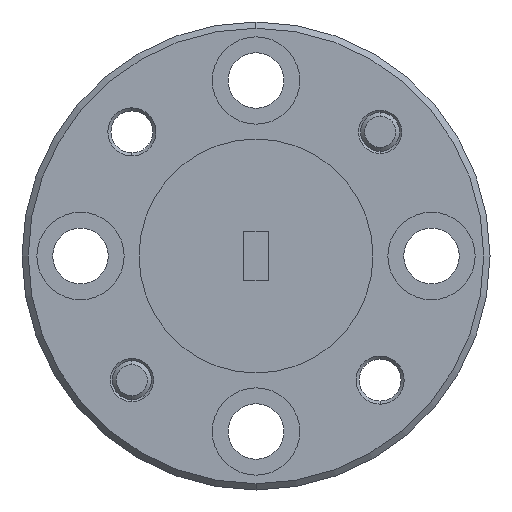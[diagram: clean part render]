
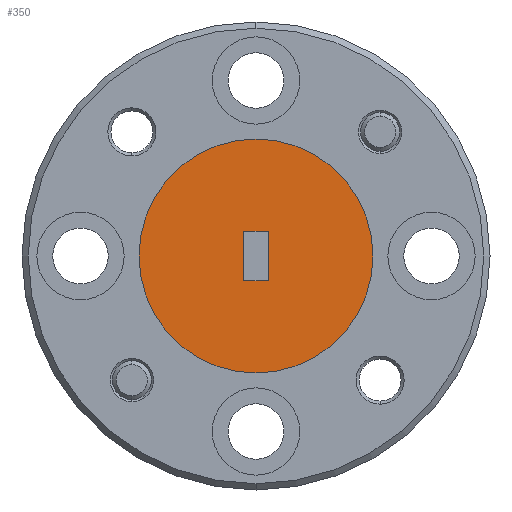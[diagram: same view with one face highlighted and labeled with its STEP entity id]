
A CAD part, left-side view. The second image highlights one B-rep face of the part: STEP entity #350.
In plain terms, the highlighted planar face has unit normal (-1, 0, 0).
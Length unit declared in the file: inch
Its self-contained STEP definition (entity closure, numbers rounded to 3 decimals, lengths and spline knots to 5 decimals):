
#28 = CARTESIAN_POINT ( 'NONE',  ( -1.5, 0., 0.1875 ) ) ;
#46 = EDGE_CURVE ( 'NONE', #141, #743, #399, .T. ) ;
#115 = EDGE_CURVE ( 'NONE', #1182, #1476, #187, .T. ) ;
#118 = DIRECTION ( 'NONE',  ( 0., 0., -1. ) ) ;
#124 = ORIENTED_EDGE ( 'NONE', *, *, #46, .F. ) ;
#141 = VERTEX_POINT ( 'NONE', #1258 ) ;
#146 = AXIS2_PLACEMENT_3D ( 'NONE', #1287, #782, #1089 ) ;
#187 = CIRCLE ( 'NONE', #146, 0.1875 ) ;
#225 = ORIENTED_EDGE ( 'NONE', *, *, #603, .F. ) ;
#256 = PLANE ( 'NONE',  #1499 ) ;
#334 = DIRECTION ( 'NONE',  ( 0., 0., -1. ) ) ;
#350 = ADVANCED_FACE ( 'NONE', ( #1491, #1618 ), #256, .T. ) ;
#352 = EDGE_CURVE ( 'NONE', #743, #597, #2042, .T. ) ;
#399 = LINE ( 'NONE', #916, #815 ) ;
#521 = AXIS2_PLACEMENT_3D ( 'NONE', #1794, #1307, #334 ) ;
#585 = DIRECTION ( 'NONE',  ( 0., -1., 0. ) ) ;
#597 = VERTEX_POINT ( 'NONE', #1390 ) ;
#603 = EDGE_CURVE ( 'NONE', #1654, #141, #1912, .T. ) ;
#604 = DIRECTION ( 'NONE',  ( 0., 0., 1. ) ) ;
#716 = CARTESIAN_POINT ( 'NONE',  ( -1.5, -0.02, 0.04 ) ) ;
#733 = CARTESIAN_POINT ( 'NONE',  ( -1.5, -0.02, 0.04 ) ) ;
#737 = CARTESIAN_POINT ( 'NONE',  ( -1.5, 0.1875, 0. ) ) ;
#743 = VERTEX_POINT ( 'NONE', #935 ) ;
#768 = ORIENTED_EDGE ( 'NONE', *, *, #115, .F. ) ;
#782 = DIRECTION ( 'NONE',  ( 1., 0., 0. ) ) ;
#815 = VECTOR ( 'NONE', #118, 39.37008 ) ;
#916 = CARTESIAN_POINT ( 'NONE',  ( -1.5, 0.02, 0.04 ) ) ;
#935 = CARTESIAN_POINT ( 'NONE',  ( -1.5, 0.02, -0.04 ) ) ;
#1089 = DIRECTION ( 'NONE',  ( 0., 0., -1. ) ) ;
#1156 = CIRCLE ( 'NONE', #521, 0.1875 ) ;
#1182 = VERTEX_POINT ( 'NONE', #28 ) ;
#1184 = ORIENTED_EDGE ( 'NONE', *, *, #352, .F. ) ;
#1208 = ORIENTED_EDGE ( 'NONE', *, *, #1239, .F. ) ;
#1239 = EDGE_CURVE ( 'NONE', #597, #1654, #1815, .T. ) ;
#1255 = DIRECTION ( 'NONE',  ( -1., 0., 0. ) ) ;
#1258 = CARTESIAN_POINT ( 'NONE',  ( -1.5, 0.02, 0.04 ) ) ;
#1287 = CARTESIAN_POINT ( 'NONE',  ( -1.5, 0., 0. ) ) ;
#1307 = DIRECTION ( 'NONE',  ( 1., 0., 0. ) ) ;
#1338 = VECTOR ( 'NONE', #1541, 39.37008 ) ;
#1376 = DIRECTION ( 'NONE',  ( 0., 1., 0. ) ) ;
#1381 = VECTOR ( 'NONE', #585, 39.37008 ) ;
#1390 = CARTESIAN_POINT ( 'NONE',  ( -1.5, -0.02, -0.04 ) ) ;
#1417 = CARTESIAN_POINT ( 'NONE',  ( -1.5, -0.02, -0.04 ) ) ;
#1476 = VERTEX_POINT ( 'NONE', #2088 ) ;
#1491 = FACE_BOUND ( 'NONE', #1790, .T. ) ;
#1499 = AXIS2_PLACEMENT_3D ( 'NONE', #737, #1255, #604 ) ;
#1522 = EDGE_CURVE ( 'NONE', #1476, #1182, #1156, .T. ) ;
#1541 = DIRECTION ( 'NONE',  ( 0., 0., 1. ) ) ;
#1618 = FACE_OUTER_BOUND ( 'NONE', #1941, .T. ) ;
#1654 = VERTEX_POINT ( 'NONE', #1655 ) ;
#1655 = CARTESIAN_POINT ( 'NONE',  ( -1.5, -0.02, 0.04 ) ) ;
#1790 = EDGE_LOOP ( 'NONE', ( #1184, #124, #225, #1208 ) ) ;
#1794 = CARTESIAN_POINT ( 'NONE',  ( -1.5, 0., 0. ) ) ;
#1815 = LINE ( 'NONE', #733, #1338 ) ;
#1912 = LINE ( 'NONE', #716, #2040 ) ;
#1941 = EDGE_LOOP ( 'NONE', ( #2085, #768 ) ) ;
#2040 = VECTOR ( 'NONE', #1376, 39.37008 ) ;
#2042 = LINE ( 'NONE', #1417, #1381 ) ;
#2085 = ORIENTED_EDGE ( 'NONE', *, *, #1522, .F. ) ;
#2088 = CARTESIAN_POINT ( 'NONE',  ( -1.5, 0., -0.1875 ) ) ;
